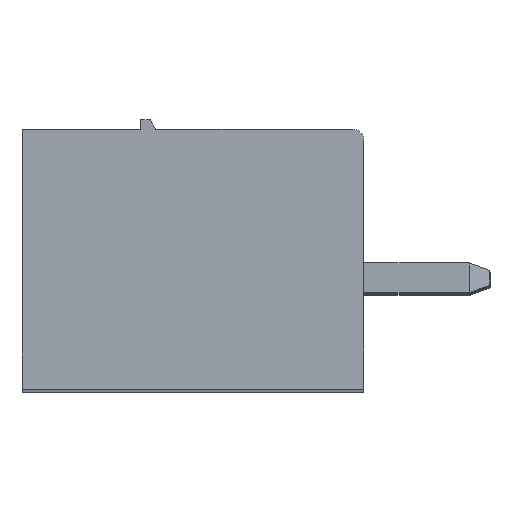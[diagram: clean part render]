
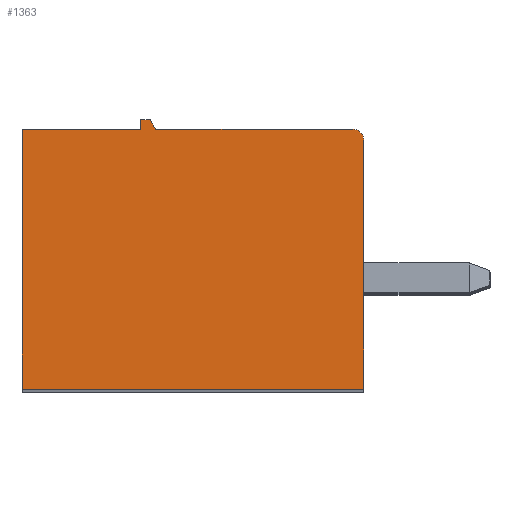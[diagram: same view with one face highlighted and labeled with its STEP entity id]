
A CAD part, top view. The second image highlights one B-rep face of the part: STEP entity #1363.
In plain terms, the highlighted planar face has unit normal (0, 0, 1).
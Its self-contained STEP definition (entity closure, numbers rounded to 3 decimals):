
#1363 = ADVANCED_FACE( '', ( #2871 ), #2872, .T. );
#2871 = FACE_OUTER_BOUND( '', #4495, .T. );
#2872 = PLANE( '', #4496 );
#4495 = EDGE_LOOP( '', ( #8295, #8296, #8297, #8298, #8299, #8300, #8301, #8302, #8303 ) );
#4496 = AXIS2_PLACEMENT_3D( '', #8304, #8305, #8306 );
#8295 = ORIENTED_EDGE( '', *, *, #10873, .T. );
#8296 = ORIENTED_EDGE( '', *, *, #9419, .T. );
#8297 = ORIENTED_EDGE( '', *, *, #10930, .T. );
#8298 = ORIENTED_EDGE( '', *, *, #10622, .T. );
#8299 = ORIENTED_EDGE( '', *, *, #10651, .T. );
#8300 = ORIENTED_EDGE( '', *, *, #10845, .T. );
#8301 = ORIENTED_EDGE( '', *, *, #10939, .T. );
#8302 = ORIENTED_EDGE( '', *, *, #10940, .T. );
#8303 = ORIENTED_EDGE( '', *, *, #10941, .T. );
#8304 = CARTESIAN_POINT( '', ( 17.273, 10.56, 77.478 ) );
#8305 = DIRECTION( '', ( 0., 0., 1. ) );
#8306 = DIRECTION( '', ( 1., 0., 0. ) );
#9419 = EDGE_CURVE( '', #11223, #11224, #11225, .T. );
#10622 = EDGE_CURVE( '', #13100, #13097, #13101, .T. );
#10651 = EDGE_CURVE( '', #13097, #13136, #13139, .T. );
#10845 = EDGE_CURVE( '', #13136, #13362, #13365, .T. );
#10873 = EDGE_CURVE( '', #13400, #11223, #13401, .T. );
#10930 = EDGE_CURVE( '', #11224, #13100, #13469, .T. );
#10939 = EDGE_CURVE( '', #13362, #13479, #13480, .T. );
#10940 = EDGE_CURVE( '', #13479, #13481, #13482, .T. );
#10941 = EDGE_CURVE( '', #13481, #13400, #13483, .T. );
#11223 = VERTEX_POINT( '', #13826 );
#11224 = VERTEX_POINT( '', #13827 );
#11225 = LINE( '', #13828, #13829 );
#13097 = VERTEX_POINT( '', #16573 );
#13100 = VERTEX_POINT( '', #16577 );
#13101 = LINE( '', #16578, #16579 );
#13136 = VERTEX_POINT( '', #16630 );
#13139 = LINE( '', #16634, #16635 );
#13362 = VERTEX_POINT( '', #16964 );
#13365 = LINE( '', #16968, #16969 );
#13400 = VERTEX_POINT( '', #17020 );
#13401 = LINE( '', #17021, #17022 );
#13469 = CIRCLE( '', #17122, 0.3 );
#13479 = VERTEX_POINT( '', #17136 );
#13480 = LINE( '', #17137, #17138 );
#13481 = VERTEX_POINT( '', #17139 );
#13482 = LINE( '', #17140, #17141 );
#13483 = LINE( '', #17142, #17143 );
#13826 = CARTESIAN_POINT( '', ( 17.573, 3.86, 77.478 ) );
#13827 = CARTESIAN_POINT( '', ( 17.573, 10.56, 77.478 ) );
#13828 = CARTESIAN_POINT( '', ( 17.573, 10.56, 77.478 ) );
#13829 = VECTOR( '', #17451, 1000. );
#16573 = CARTESIAN_POINT( '', ( 11.973, 10.86, 77.478 ) );
#16577 = CARTESIAN_POINT( '', ( 17.273, 10.86, 77.478 ) );
#16578 = CARTESIAN_POINT( '', ( 11.973, 10.86, 77.478 ) );
#16579 = VECTOR( '', #18469, 1000. );
#16630 = CARTESIAN_POINT( '', ( 11.823, 11.11, 77.478 ) );
#16634 = CARTESIAN_POINT( '', ( 11.823, 11.11, 77.478 ) );
#16635 = VECTOR( '', #18493, 1000. );
#16964 = CARTESIAN_POINT( '', ( 11.573, 11.11, 77.478 ) );
#16968 = CARTESIAN_POINT( '', ( 11.573, 11.11, 77.478 ) );
#16969 = VECTOR( '', #18613, 1000. );
#17020 = CARTESIAN_POINT( '', ( 8.373, 3.86, 77.478 ) );
#17021 = CARTESIAN_POINT( '', ( 17.573, 3.86, 77.478 ) );
#17022 = VECTOR( '', #18633, 1000. );
#17122 = AXIS2_PLACEMENT_3D( '', #18666, #18667, #18668 );
#17136 = CARTESIAN_POINT( '', ( 11.573, 10.86, 77.478 ) );
#17137 = CARTESIAN_POINT( '', ( 11.573, 10.86, 77.478 ) );
#17138 = VECTOR( '', #18673, 1000. );
#17139 = CARTESIAN_POINT( '', ( 8.373, 10.86, 77.478 ) );
#17140 = CARTESIAN_POINT( '', ( 8.373, 10.86, 77.478 ) );
#17141 = VECTOR( '', #18674, 1000. );
#17142 = CARTESIAN_POINT( '', ( 8.373, 3.86, 77.478 ) );
#17143 = VECTOR( '', #18675, 1000. );
#17451 = DIRECTION( '', ( 0., 1., 0. ) );
#18469 = DIRECTION( '', ( -1., 0., 0. ) );
#18493 = DIRECTION( '', ( -0.514, 0.857, 0. ) );
#18613 = DIRECTION( '', ( -1., 0., 0. ) );
#18633 = DIRECTION( '', ( 1., 0., 0. ) );
#18666 = CARTESIAN_POINT( '', ( 17.273, 10.56, 77.478 ) );
#18667 = DIRECTION( '', ( 0., 0., 1. ) );
#18668 = DIRECTION( '', ( -0.707, -0.707, 0. ) );
#18673 = DIRECTION( '', ( 0., -1., 0. ) );
#18674 = DIRECTION( '', ( -1., 0., 0. ) );
#18675 = DIRECTION( '', ( 0., -1., 0. ) );
